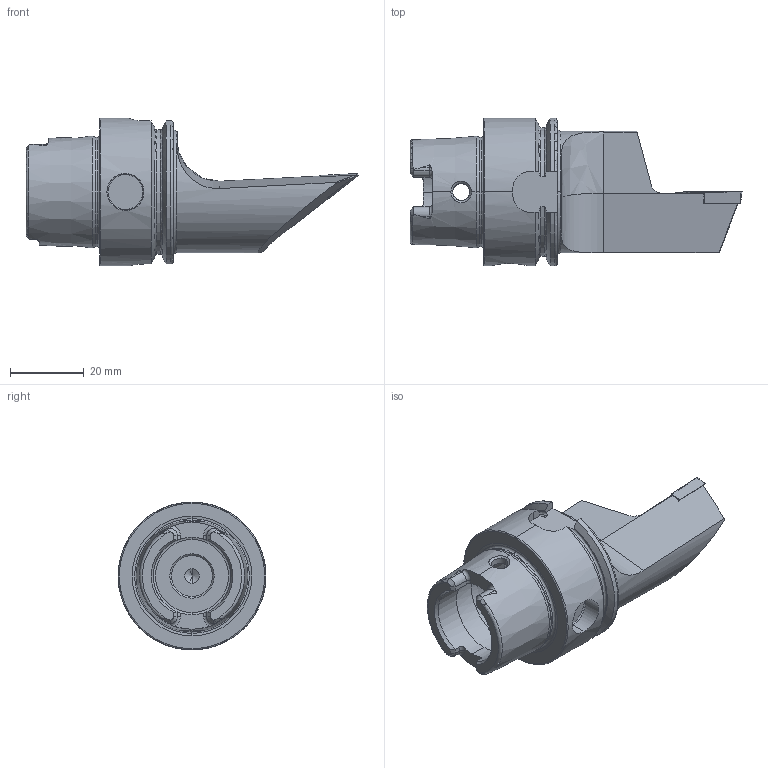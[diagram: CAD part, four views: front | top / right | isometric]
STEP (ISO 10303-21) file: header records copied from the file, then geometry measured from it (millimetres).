
FILE_DESCRIPTION (( 'STEP AP203' ), '1' );
FILE_NAME ('HT4.KVA.LJA.070.STEP', '2024-08-27T08:02:06', ( '' ), ( '' ), 'SwSTEP 2.0', 'SolidWorks 2022', '' );
FILE_SCHEMA (( 'CONFIG_CONTROL_DESIGN' ));
Length unit declared in the file: millimetre
Products named in the file (6): VCGT110304; WKX-ER1.004.005_A_PreviewCfg; WCA-ER2.001.006_A; KVT_MB_600_050; HT4.KVA.LJA.070; HA4-KVA.LJA.070_B_Fertigbearbeitung
Assembly tree (5 placements, depth 2):
  HT4.KVA.LJA.070
    HA4-KVA.LJA.070_B_Fertigbearbeitung
    WCA-ER2.001.006_A
    VCGT110304
    WKX-ER1.004.005_A_PreviewCfg
    KVT_MB_600_050
Bounding box: 89.88 x 40 x 40 mm (x, y, z)
Volume: 40294.5 mm3; surface area: 13679.3 mm2
Topology: 6 solids, 6 shells, 326 faces, 828 edges, 508 vertices
Faces by surface type: cylinder 93, plane 90, cone 81, torus 41, bspline 17, sphere 4
Entity records: 11873 total; most frequent: CARTESIAN_POINT 3694, ORIENTED_EDGE 1630, DIRECTION 1550, EDGE_CURVE 815, AXIS2_PLACEMENT_3D 613, VERTEX_POINT 505, EDGE_LOOP 342, ADVANCED_FACE 326
